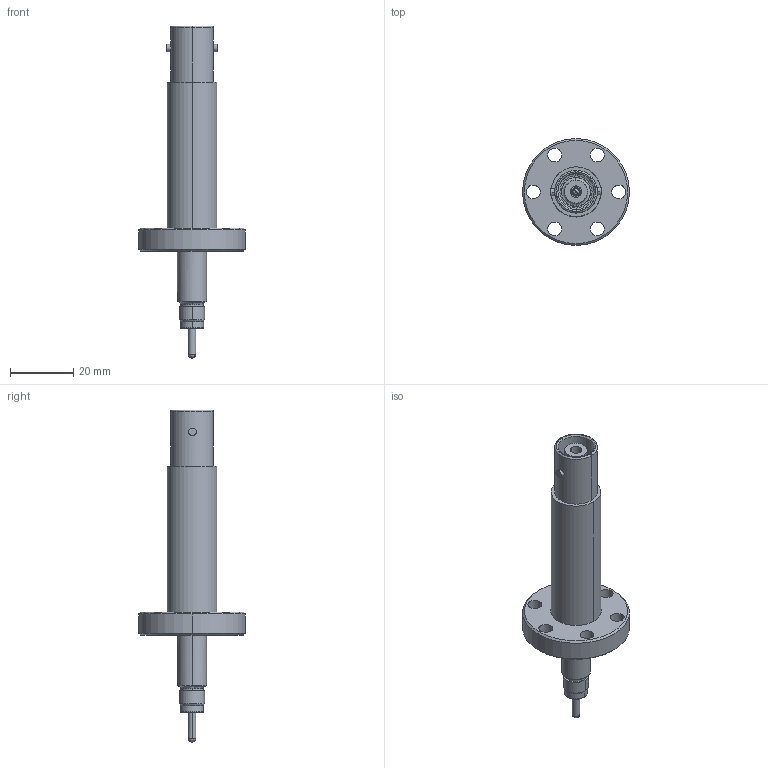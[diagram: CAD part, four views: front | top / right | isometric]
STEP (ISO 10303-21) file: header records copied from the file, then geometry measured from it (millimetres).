
FILE_DESCRIPTION (( 'STEP AP203' ), '1' );
FILE_NAME ('A0704-1-CF.STEP', '2011-10-21T17:16:02', ( '' ), ( '' ), 'SwSTEP 2.0', 'SolidWorks 2011', '' );
FILE_SCHEMA (( 'CONFIG_CONTROL_DESIGN' ));
Length unit declared in the file: inch
Products named in the file (1): A0704-1-CF
Bounding box: 33.78 x 33.78 x 104.95 mm (x, y, z)
Volume: 14000.7 mm3; surface area: 13594.5 mm2
Topology: 1 solids, 1 shells, 120 faces, 270 edges, 174 vertices
Faces by surface type: cylinder 64, plane 24, bspline 18, cone 14
Entity records: 4167 total; most frequent: CARTESIAN_POINT 1321, DIRECTION 632, ORIENTED_EDGE 540, AXIS2_PLACEMENT_3D 277, EDGE_CURVE 270, CIRCLE 174, VERTEX_POINT 174, EDGE_LOOP 154
